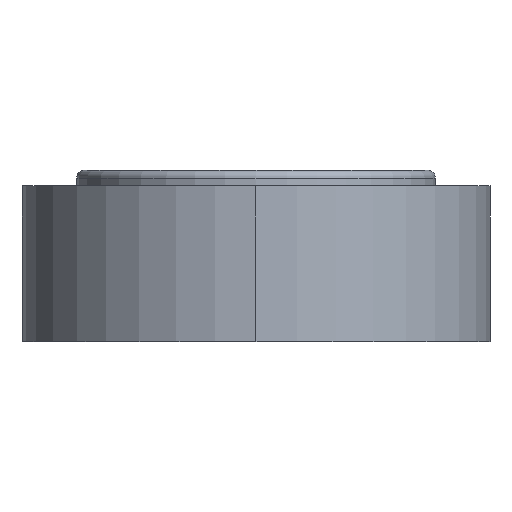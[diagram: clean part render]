
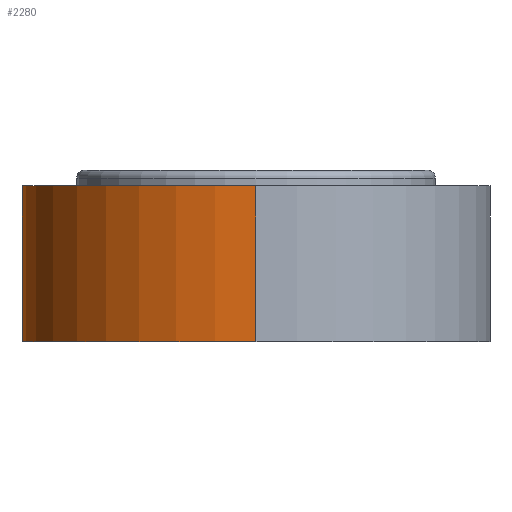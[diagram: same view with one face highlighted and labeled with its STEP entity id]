
A CAD part, front view. The second image highlights one B-rep face of the part: STEP entity #2280.
In plain terms, the highlighted cylindrical face has radius 15 mm (diameter 30 mm), a partial arc.
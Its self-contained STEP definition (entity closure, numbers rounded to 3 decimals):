
#15 = CYLINDRICAL_SURFACE ( 'NONE', #5516, 15. ) ;
#108 = CARTESIAN_POINT ( 'NONE',  ( 0., -122.5, 10. ) ) ;
#1184 = DIRECTION ( 'NONE',  ( 0., 0., 1. ) ) ;
#1215 = CIRCLE ( 'NONE', #6203, 15. ) ;
#1331 = ORIENTED_EDGE ( 'NONE', *, *, #4462, .F. ) ;
#1402 = CARTESIAN_POINT ( 'NONE',  ( 0., -107.5, 10. ) ) ;
#1512 = FACE_OUTER_BOUND ( 'NONE', #6451, .T. ) ;
#1627 = CIRCLE ( 'NONE', #5547, 15. ) ;
#1788 = CARTESIAN_POINT ( 'NONE',  ( 0., -122.5, 0. ) ) ;
#2280 = ADVANCED_FACE ( 'NONE', ( #1512 ), #15, .T. ) ;
#2884 = DIRECTION ( 'NONE',  ( 0., 0., -1. ) ) ;
#2945 = CARTESIAN_POINT ( 'NONE',  ( 0., -107.5, 10. ) ) ;
#3209 = VERTEX_POINT ( 'NONE', #7915 ) ;
#3568 = DIRECTION ( 'NONE',  ( 0., 0., 1. ) ) ;
#3792 = ORIENTED_EDGE ( 'NONE', *, *, #6039, .F. ) ;
#3956 = EDGE_CURVE ( 'NONE', #5021, #4990, #1215, .T. ) ;
#4053 = DIRECTION ( 'NONE',  ( -1., 0., 0. ) ) ;
#4186 = CARTESIAN_POINT ( 'NONE',  ( -15., -107.5, 10. ) ) ;
#4462 = EDGE_CURVE ( 'NONE', #3209, #5021, #9519, .T. ) ;
#4990 = VERTEX_POINT ( 'NONE', #7129 ) ;
#5021 = VERTEX_POINT ( 'NONE', #1788 ) ;
#5133 = VERTEX_POINT ( 'NONE', #4186 ) ;
#5516 = AXIS2_PLACEMENT_3D ( 'NONE', #1402, #7557, #4053 ) ;
#5527 = VECTOR ( 'NONE', #8107, 1000. ) ;
#5547 = AXIS2_PLACEMENT_3D ( 'NONE', #2945, #1184, #7456 ) ;
#6039 = EDGE_CURVE ( 'NONE', #4990, #5133, #8148, .T. ) ;
#6123 = ORIENTED_EDGE ( 'NONE', *, *, #3956, .F. ) ;
#6203 = AXIS2_PLACEMENT_3D ( 'NONE', #10894, #2884, #9080 ) ;
#6451 = EDGE_LOOP ( 'NONE', ( #1331, #9804, #3792, #6123 ) ) ;
#7129 = CARTESIAN_POINT ( 'NONE',  ( -15., -107.5, 0. ) ) ;
#7456 = DIRECTION ( 'NONE',  ( -1., 0., 0. ) ) ;
#7557 = DIRECTION ( 'NONE',  ( 0., 0., -1. ) ) ;
#7915 = CARTESIAN_POINT ( 'NONE',  ( 0., -122.5, 10. ) ) ;
#8107 = DIRECTION ( 'NONE',  ( 0., 0., -1. ) ) ;
#8148 = LINE ( 'NONE', #9766, #10209 ) ;
#9080 = DIRECTION ( 'NONE',  ( -1., 0., 0. ) ) ;
#9519 = LINE ( 'NONE', #108, #5527 ) ;
#9766 = CARTESIAN_POINT ( 'NONE',  ( -15., -107.5, 10. ) ) ;
#9804 = ORIENTED_EDGE ( 'NONE', *, *, #10479, .F. ) ;
#10209 = VECTOR ( 'NONE', #3568, 1000. ) ;
#10479 = EDGE_CURVE ( 'NONE', #5133, #3209, #1627, .T. ) ;
#10894 = CARTESIAN_POINT ( 'NONE',  ( 0., -107.5, 0. ) ) ;
